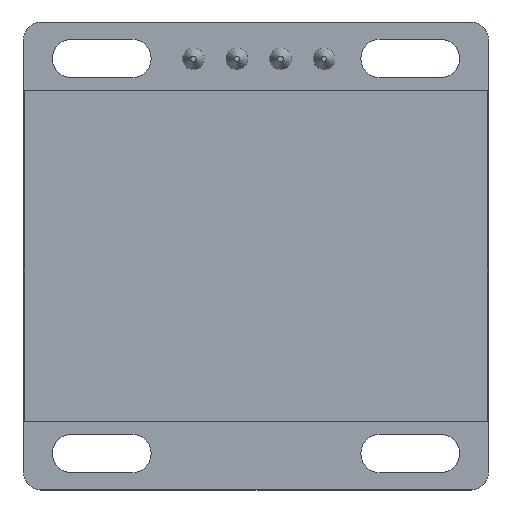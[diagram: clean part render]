
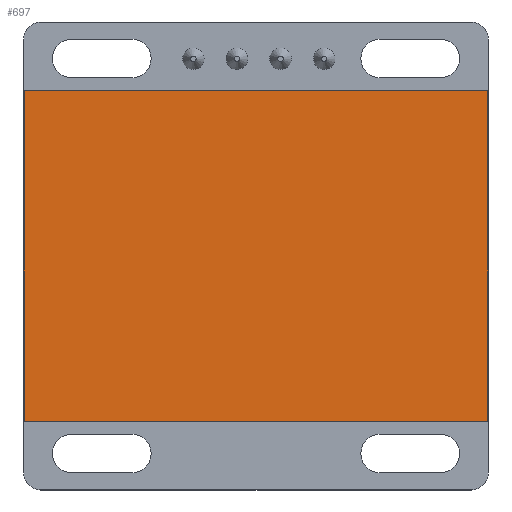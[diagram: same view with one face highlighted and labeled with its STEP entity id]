
A CAD part, top view. The second image highlights one B-rep face of the part: STEP entity #697.
In plain terms, the highlighted planar face has unit normal (0, 0, 1).
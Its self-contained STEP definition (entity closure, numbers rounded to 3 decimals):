
#47=PLANE('',#764);
#74=FACE_OUTER_BOUND('',#113,.T.);
#113=EDGE_LOOP('',(#509,#510,#511,#512));
#159=LINE('',#1059,#223);
#162=LINE('',#1065,#226);
#165=LINE('',#1071,#229);
#168=LINE('',#1075,#232);
#223=VECTOR('',#857,10.);
#226=VECTOR('',#862,10.);
#229=VECTOR('',#867,10.);
#232=VECTOR('',#872,10.);
#323=VERTEX_POINT('',#1056);
#324=VERTEX_POINT('',#1058);
#326=VERTEX_POINT('',#1064);
#328=VERTEX_POINT('',#1070);
#391=EDGE_CURVE('',#324,#323,#159,.T.);
#394=EDGE_CURVE('',#326,#324,#162,.T.);
#397=EDGE_CURVE('',#328,#326,#165,.T.);
#400=EDGE_CURVE('',#323,#328,#168,.T.);
#509=ORIENTED_EDGE('',*,*,#400,.T.);
#510=ORIENTED_EDGE('',*,*,#397,.T.);
#511=ORIENTED_EDGE('',*,*,#394,.T.);
#512=ORIENTED_EDGE('',*,*,#391,.T.);
#697=ADVANCED_FACE('',(#74),#47,.T.);
#764=AXIS2_PLACEMENT_3D('',#1076,#873,#874);
#857=DIRECTION('',(0.,-1.,0.));
#862=DIRECTION('',(-1.,0.,0.));
#867=DIRECTION('',(0.,1.,0.));
#872=DIRECTION('',(1.,0.,0.));
#873=DIRECTION('center_axis',(0.,0.,1.));
#874=DIRECTION('ref_axis',(1.,0.,0.));
#1056=CARTESIAN_POINT('',(-13.5,-9.625,1.5));
#1058=CARTESIAN_POINT('',(-13.5,9.625,1.5));
#1059=CARTESIAN_POINT('',(-13.5,-9.625,1.5));
#1064=CARTESIAN_POINT('',(13.5,9.625,1.5));
#1065=CARTESIAN_POINT('',(-13.5,9.625,1.5));
#1070=CARTESIAN_POINT('',(13.5,-9.625,1.5));
#1071=CARTESIAN_POINT('',(13.5,9.625,1.5));
#1075=CARTESIAN_POINT('',(13.5,-9.625,1.5));
#1076=CARTESIAN_POINT('Origin',(0.,0.,1.5));
